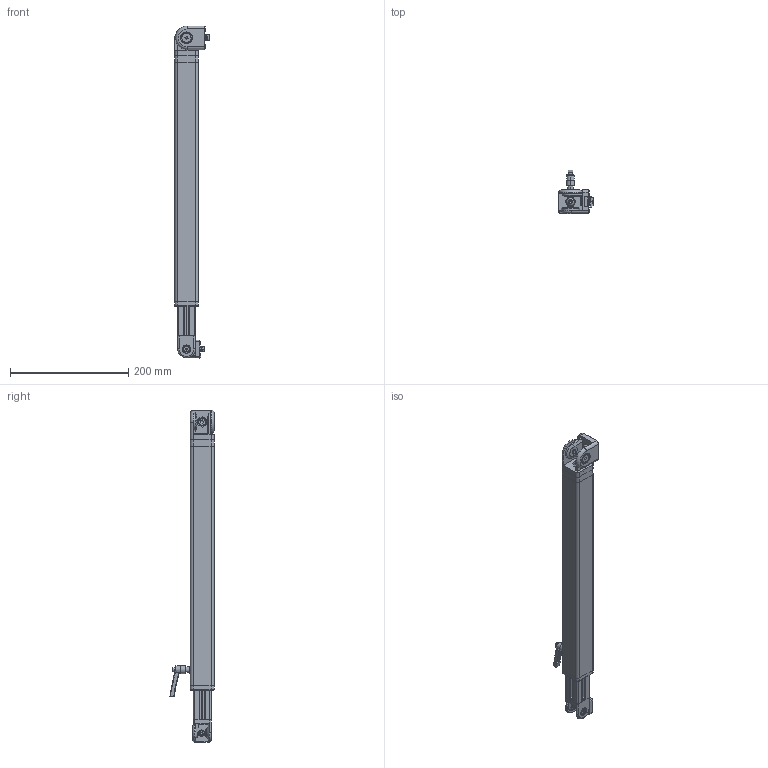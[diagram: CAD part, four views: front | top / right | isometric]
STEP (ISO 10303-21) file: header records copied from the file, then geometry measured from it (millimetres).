
FILE_DESCRIPTION (( 'STEP AP214' ), '1' );
FILE_NAME ('A829 Òåëåñêîïè÷åñêèé áëîê 3040, L=527ìì+350ìì.STEP', '2023-12-19T10:28:47', ( '' ), ( '' ), 'SwSTEP 2.0', 'SolidWorks 2022', '' );
FILE_SCHEMA (( 'AUTOMOTIVE_DESIGN' ));
Length unit declared in the file: millimetre
Products named in the file (19): A830 Шарнир 40х40, а_00; A830 Винт M6x10 DIN 912_00; A830 Винт M6x10 ISO 7380_00; Вставка 30_00; A830 Винт M8x12 DIN 912_00; Вставка 40_00; A830 333H Конструкционный профиль 30х30H_90; A830 Винт M8x12 ISO 7380_00; A830 Гайка M5_00; A829 Телескопический блок 3040, L=527мм+350мм; A830 Винт M8x12 DIN 7991_00; A830 Винт M5x8 DIN 7991_00; A830 Шайба_00; A830 Тубус_00; Т-Гайка М8, паз 10_00; A830 Гайка M8_00; Т-Гайка М6, паз 8_00; A830 Винт с рукояткой М6х12; A830 Шарнир 30х30, а_00
Assembly tree (30 placements, depth 2):
  A829 Телескопический блок 3040, L=527мм+350мм
    A830 Тубус_00
    A830 Винт M6x10 DIN 912_00
    A830 Винт M8x12 DIN 7991_00  x2
    A830 Винт M8x12 DIN 912_00
    A830 Винт с рукояткой М6х12
    A830 Гайка M5_00  x2
    A830 Гайка M8_00  x2
    A830 Шайба_00
    Т-Гайка М6, паз 8_00
    Т-Гайка М8, паз 10_00
    A830 333H Конструкционный профиль 30х30H_90
    A830 Шарнир 40х40, а_00  x2
    A830 Шарнир 30х30, а_00  x2
    A830 Винт M6x10 ISO 7380_00
    A830 Винт M8x12 ISO 7380_00
    A830 Винт M5x8 DIN 7991_00  x2
    Вставка 30_00  x4
    Вставка 40_00  x4
Bounding box: 58.71 x 74.51 x 562.09 mm (x, y, z)
Volume: 438559 mm3; surface area: 319371.1 mm2
Topology: 32 solids, 32 shells, 1273 faces, 3123 edges, 1948 vertices
Faces by surface type: plane 739, cylinder 394, cone 84, torus 28, bspline 24, sphere 4
Entity records: 30227 total; most frequent: CARTESIAN_POINT 7213, ORIENTED_EDGE 4236, DIRECTION 4172, EDGE_CURVE 2118, AXIS2_PLACEMENT_3D 1400, LINE 1372, VECTOR 1372, VERTEX_POINT 1334
